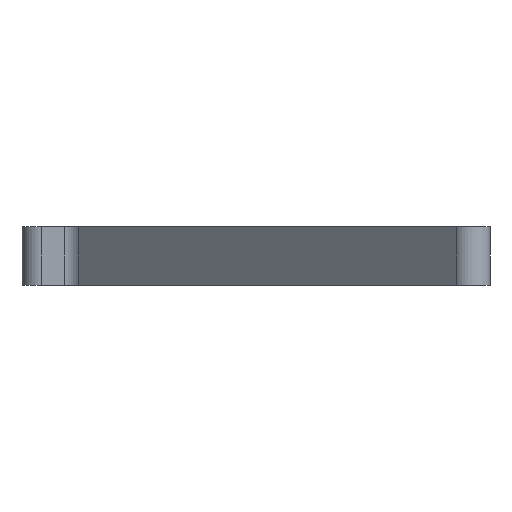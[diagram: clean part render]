
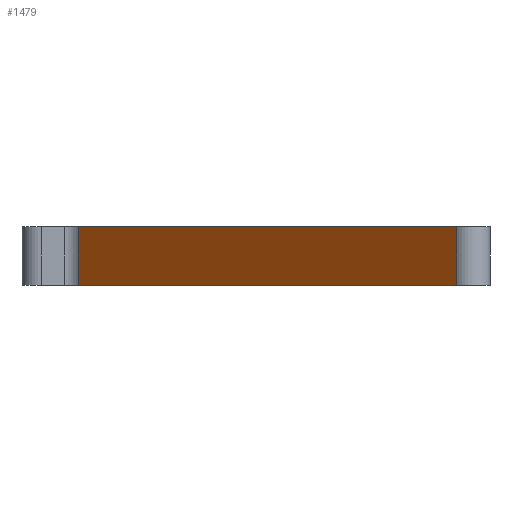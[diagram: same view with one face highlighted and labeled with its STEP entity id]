
A CAD part, front view. The second image highlights one B-rep face of the part: STEP entity #1479.
In plain terms, the highlighted planar face has unit normal (-0.707, -0.707, 0).
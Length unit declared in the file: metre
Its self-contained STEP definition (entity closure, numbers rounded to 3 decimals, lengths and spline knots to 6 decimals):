
#195=ORIENTED_EDGE('',*,*,#555,.F.);
#196=ORIENTED_EDGE('',*,*,#556,.T.);
#197=ORIENTED_EDGE('',*,*,#557,.F.);
#198=ORIENTED_EDGE('',*,*,#558,.T.);
#555=EDGE_CURVE('',#735,#736,#889,.T.);
#556=EDGE_CURVE('',#735,#737,#890,.T.);
#557=EDGE_CURVE('',#738,#737,#891,.T.);
#558=EDGE_CURVE('',#738,#736,#892,.T.);
#735=VERTEX_POINT('',#2293);
#736=VERTEX_POINT('',#2294);
#737=VERTEX_POINT('',#2296);
#738=VERTEX_POINT('',#2298);
#889=LINE('',#2292,#959);
#890=LINE('',#2295,#960);
#891=LINE('',#2297,#961);
#892=LINE('',#2299,#962);
#959=VECTOR('',#1804,1.);
#960=VECTOR('',#1805,1.);
#961=VECTOR('',#1806,1.);
#962=VECTOR('',#1807,1.);
#1029=EDGE_LOOP('',(#195,#196,#197,#198));
#1235=FACE_BOUND('',#1029,.T.);
#1447=PLANE('',#1591);
#1479=ADVANCED_FACE('',(#1235),#1447,.T.);
#1591=AXIS2_PLACEMENT_3D('',#2291,#1802,#1803);
#1802=DIRECTION('',(-0.707,-0.707,0.));
#1803=DIRECTION('',(0.707,-0.707,0.));
#1804=DIRECTION('',(0.707,-0.707,0.));
#1805=DIRECTION('',(0.,0.,-1.));
#1806=DIRECTION('',(-0.707,0.707,0.));
#1807=DIRECTION('',(0.,0.,1.));
#2291=CARTESIAN_POINT('',(-0.843,0.7745,0.025398));
#2292=CARTESIAN_POINT('',(-0.843,0.7745,0.055));
#2293=CARTESIAN_POINT('',(-0.888536,0.820036,0.055));
#2294=CARTESIAN_POINT('',(-0.791536,0.723036,0.055));
#2295=CARTESIAN_POINT('',(-0.888536,0.820036,0.025398));
#2296=CARTESIAN_POINT('',(-0.888536,0.820036,0.04));
#2297=CARTESIAN_POINT('',(-0.843,0.7745,0.04));
#2298=CARTESIAN_POINT('',(-0.791536,0.723036,0.04));
#2299=CARTESIAN_POINT('',(-0.791536,0.723036,0.025398));
